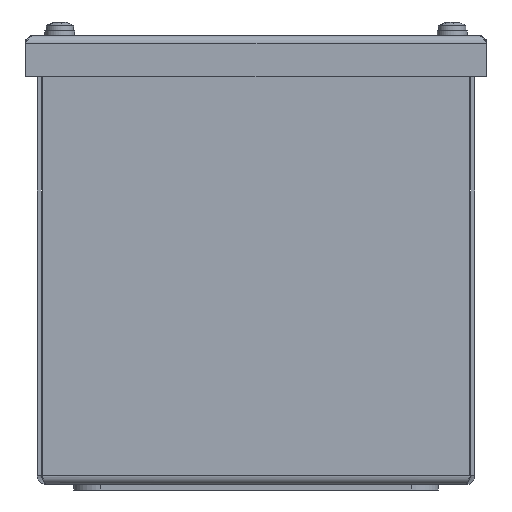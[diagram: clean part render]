
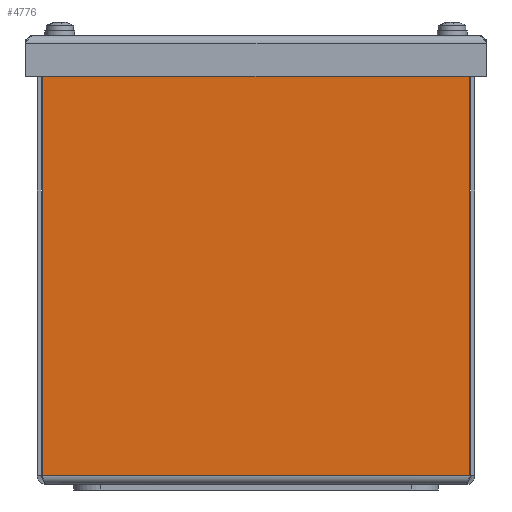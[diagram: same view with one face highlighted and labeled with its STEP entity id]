
A CAD part, front view. The second image highlights one B-rep face of the part: STEP entity #4776.
In plain terms, the highlighted planar face has unit normal (0, -1, 0).
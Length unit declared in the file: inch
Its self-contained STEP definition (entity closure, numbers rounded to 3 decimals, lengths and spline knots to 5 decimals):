
#619=PLANE('',#5321);
#799=FACE_OUTER_BOUND('',#1087,.T.);
#1087=EDGE_LOOP('',(#3754,#3755,#3756,#3757));
#1462=LINE('',#7384,#1861);
#1470=LINE('',#7405,#1869);
#1471=LINE('',#7407,#1870);
#1472=LINE('',#7408,#1871);
#1861=VECTOR('',#6061,0.3937);
#1869=VECTOR('',#6089,0.3937);
#1870=VECTOR('',#6090,0.3937);
#1871=VECTOR('',#6091,0.3937);
#2393=VERTEX_POINT('',#7381);
#2394=VERTEX_POINT('',#7383);
#2397=VERTEX_POINT('',#7404);
#2398=VERTEX_POINT('',#7406);
#2883=EDGE_CURVE('',#2394,#2393,#1462,.T.);
#2894=EDGE_CURVE('',#2397,#2393,#1470,.T.);
#2895=EDGE_CURVE('',#2397,#2398,#1471,.T.);
#2896=EDGE_CURVE('',#2394,#2398,#1472,.T.);
#3754=ORIENTED_EDGE('',*,*,#2883,.T.);
#3755=ORIENTED_EDGE('',*,*,#2894,.F.);
#3756=ORIENTED_EDGE('',*,*,#2895,.T.);
#3757=ORIENTED_EDGE('',*,*,#2896,.F.);
#4776=ADVANCED_FACE('',(#799),#619,.F.);
#5321=AXIS2_PLACEMENT_3D('',#7403,#6087,#6088);
#6061=DIRECTION('',(-1.,0.,0.));
#6087=DIRECTION('center_axis',(0.,1.,0.));
#6088=DIRECTION('ref_axis',(1.,0.,0.));
#6089=DIRECTION('',(0.,0.,1.));
#6090=DIRECTION('',(1.,0.,0.));
#6091=DIRECTION('',(0.,0.,-1.));
#7381=CARTESIAN_POINT('',(-2.92995,-4.,5.89413));
#7383=CARTESIAN_POINT('',(2.92995,-4.,5.89413));
#7384=CARTESIAN_POINT('',(1.46498,-4.,5.89413));
#7403=CARTESIAN_POINT('Origin',(0.,-4.,3.00698));
#7404=CARTESIAN_POINT('',(-2.92995,-4.,0.1215));
#7405=CARTESIAN_POINT('',(-2.92995,-4.,0.1215));
#7406=CARTESIAN_POINT('',(2.92995,-4.,0.1215));
#7407=CARTESIAN_POINT('',(0.,-4.,0.1215));
#7408=CARTESIAN_POINT('',(2.92995,-4.,0.1215));
